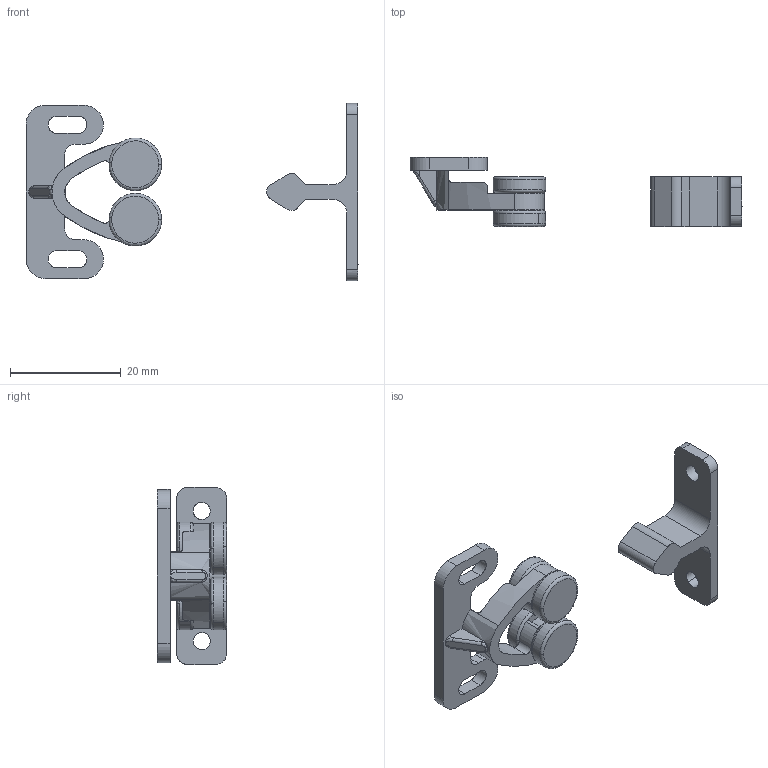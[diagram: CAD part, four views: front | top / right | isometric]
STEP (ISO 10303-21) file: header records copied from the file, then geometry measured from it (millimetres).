
FILE_DESCRIPTION((''),'2;1');
FILE_NAME('','2006-01-16T15:39:35',(''),(''),'','CADfix','');
FILE_SCHEMA(('AUTOMOTIVE_DESIGN'));
Length unit declared in the file: millimetre
Products named in the file (4): roller; keeper; base; TL_117_1_28778_36
Assembly tree (4 placements, depth 2):
  TL_117_1_28778_36
    roller  x2
    keeper
    base
Bounding box: 60 x 12.5 x 32 mm (x, y, z)
Volume: 3165 mm3; surface area: 3641.5 mm2
Topology: 4 solids, 4 shells, 142 faces, 470 edges, 337 vertices
Faces by surface type: bspline 142
Entity records: 6329 total; most frequent: CARTESIAN_POINT 3889, ORIENTED_EDGE 800, EDGE_CURVE 400, VERTEX_POINT 285, B_SPLINE_CURVE_WITH_KNOTS 232, QUASI_UNIFORM_CURVE 160, EDGE_LOOP 139, FACE_OUTER_BOUND 124
